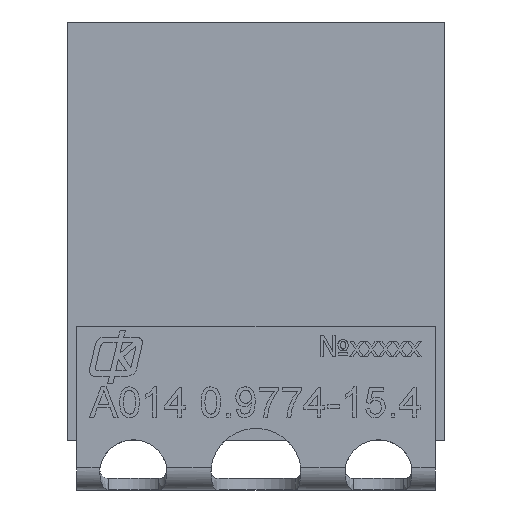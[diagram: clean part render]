
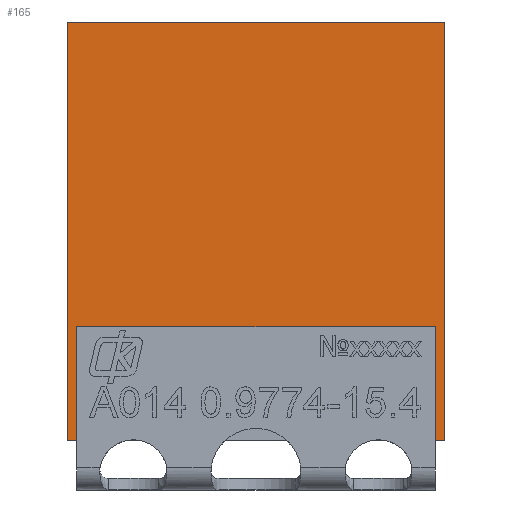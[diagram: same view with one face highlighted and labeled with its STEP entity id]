
A CAD part, top view. The second image highlights one B-rep face of the part: STEP entity #165.
In plain terms, the highlighted planar face has unit normal (0, 0, 1).
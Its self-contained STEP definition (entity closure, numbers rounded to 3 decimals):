
#165=ADVANCED_FACE('',(#3748),#3750,.F.);
#3748=FACE_BOUND('',#3749,.T.);
#3749=EDGE_LOOP('',(#8574,#8575,#8576,#8577,#8578,#8579,#8580,#8581));
#3750=PLANE('',#3751);
#3751=AXIS2_PLACEMENT_3D('',#3752,#3753,#3754);
#3752=CARTESIAN_POINT('',(-5.,5.55,1.8));
#3753=DIRECTION('',(0.,0.,-1.));
#3754=DIRECTION('',(-1.,0.,0.));
#8574=ORIENTED_EDGE('',*,*,#10686,.T.);
#8575=ORIENTED_EDGE('',*,*,#10687,.T.);
#8576=ORIENTED_EDGE('',*,*,#10688,.F.);
#8577=ORIENTED_EDGE('',*,*,#10645,.F.);
#8578=ORIENTED_EDGE('',*,*,#10689,.F.);
#8579=ORIENTED_EDGE('',*,*,#10690,.T.);
#8580=ORIENTED_EDGE('',*,*,#10691,.F.);
#8581=ORIENTED_EDGE('',*,*,#10692,.T.);
#10645=EDGE_CURVE('',#11716,#11708,#11718,.T.);
#10686=EDGE_CURVE('',#11797,#11798,#11799,.T.);
#10687=EDGE_CURVE('',#11798,#11800,#11801,.T.);
#10688=EDGE_CURVE('',#11708,#11800,#11802,.T.);
#10689=EDGE_CURVE('',#11803,#11716,#11804,.T.);
#10690=EDGE_CURVE('',#11803,#11805,#11806,.T.);
#10691=EDGE_CURVE('',#11807,#11805,#11808,.T.);
#10692=EDGE_CURVE('',#11807,#11797,#11809,.T.);
#11708=VERTEX_POINT('',#13480);
#11716=VERTEX_POINT('',#13496);
#11718=LINE('',#13500,#13501);
#11797=VERTEX_POINT('',#13661);
#11798=VERTEX_POINT('',#13662);
#11799=LINE('',#13663,#13664);
#11800=VERTEX_POINT('',#13666);
#11801=LINE('',#13667,#13668);
#11802=LINE('',#13670,#13671);
#11803=VERTEX_POINT('',#13673);
#11804=LINE('',#13674,#13675);
#11805=VERTEX_POINT('',#13677);
#11806=LINE('',#13678,#13679);
#11807=VERTEX_POINT('',#13681);
#11808=LINE('',#13682,#13683);
#11809=LINE('',#13685,#13686);
#13480=CARTESIAN_POINT('',(5.,-5.549,1.8));
#13496=CARTESIAN_POINT('',(5.,5.55,1.8));
#13500=CARTESIAN_POINT('',(5.,5.55,1.8));
#13501=VECTOR('',#13502,1.);
#13502=DIRECTION('',(0.,-1.,0.));
#13661=CARTESIAN_POINT('',(-4.75,-2.525,1.8));
#13662=CARTESIAN_POINT('',(4.75,-2.525,1.8));
#13663=CARTESIAN_POINT('',(-4.75,-2.525,1.8));
#13664=VECTOR('',#13665,1.);
#13665=DIRECTION('',(1.,0.,0.));
#13666=CARTESIAN_POINT('',(4.75,-5.549,1.8));
#13667=CARTESIAN_POINT('',(4.75,-2.525,1.8));
#13668=VECTOR('',#13669,1.);
#13669=DIRECTION('',(0.,-1.,0.));
#13670=CARTESIAN_POINT('',(5.,-5.549,1.8));
#13671=VECTOR('',#13672,1.);
#13672=DIRECTION('',(-1.,0.,0.));
#13673=CARTESIAN_POINT('',(-5.,5.55,1.8));
#13674=CARTESIAN_POINT('',(-5.,5.55,1.8));
#13675=VECTOR('',#13676,1.);
#13676=DIRECTION('',(1.,0.,0.));
#13677=CARTESIAN_POINT('',(-5.,-5.549,1.8));
#13678=CARTESIAN_POINT('',(-5.,5.55,1.8));
#13679=VECTOR('',#13680,1.);
#13680=DIRECTION('',(0.,-1.,0.));
#13681=CARTESIAN_POINT('',(-4.75,-5.549,1.8));
#13682=CARTESIAN_POINT('',(-4.75,-5.549,1.8));
#13683=VECTOR('',#13684,1.);
#13684=DIRECTION('',(-1.,0.,0.));
#13685=CARTESIAN_POINT('',(-4.75,-5.549,1.8));
#13686=VECTOR('',#13687,1.);
#13687=DIRECTION('',(0.,1.,0.));
